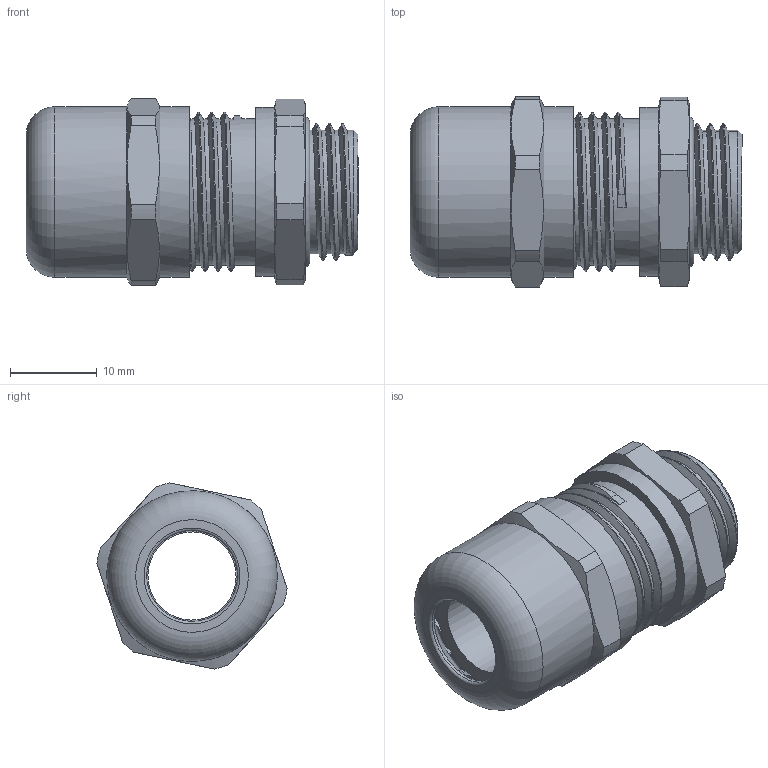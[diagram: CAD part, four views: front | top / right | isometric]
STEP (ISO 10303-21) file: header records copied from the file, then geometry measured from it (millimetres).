
FILE_DESCRIPTION(/* description */ ('Euro-Top-EMV-4-RAIL M 16x1,5'),/* implementation_level */ '2;1');
FILE_NAME(/* name */ 'R61086516-RST.stp',/* time_stamp */ '2022-02-03T10:40:54+01:00',/* author */ ('sl'),/* organization */ (''),/* preprocessor_version */ 'ST-DEVELOPER v16.5',/* originating_system */ 'Autodesk Inventor 2017',/* authorisation */ '');
FILE_SCHEMA (('AUTOMOTIVE_DESIGN { 1 0 10303 214 3 1 1 }'));
Length unit declared in the file: millimetre
Products named in the file (8): R61086516; 61086516; 61086516_1; 61086516_2; 61086516_3; 61086516_4; 61086516_5; 61086516_6
Assembly tree (7 placements, depth 2):
  R61086516
    61086516
    61086516_1
    61086516_2
    61086516_3
    61086516_4
    61086516_5
    61086516_6
Bounding box: 38.38 x 21.98 x 21.55 mm (x, y, z)
Volume: 4933.9 mm3; surface area: 10676 mm2
Topology: 7 solids, 7 shells, 328 faces, 899 edges, 589 vertices
Faces by surface type: plane 144, cylinder 102, torus 38, cone 38, bspline 6
Full cylindrical faces by diameter (mm): 10.2 x1, 10.31 x1, 10.5 x1, 11.95 x1, 11.96 x1, 13.17 x1, 13.26 x1, 13.6 x1, 13.66 x1, 13.97 x1, 14.328 x3, 14.61 x1, 14.97 x1, 15.17 x1, 15.33 x1, 15.54 x2, 16.54 x1, 16.968 x6, 17.08 x1, 17.33 x8, 18.852 x8, 19.55 x1, 19.71 x2
Entity records: 13424 total; most frequent: CARTESIAN_POINT 5888, ORIENTED_EDGE 1538, DIRECTION 1508, EDGE_CURVE 769, AXIS2_PLACEMENT_3D 596, VERTEX_POINT 527, EDGE_LOOP 366, LINE 316
